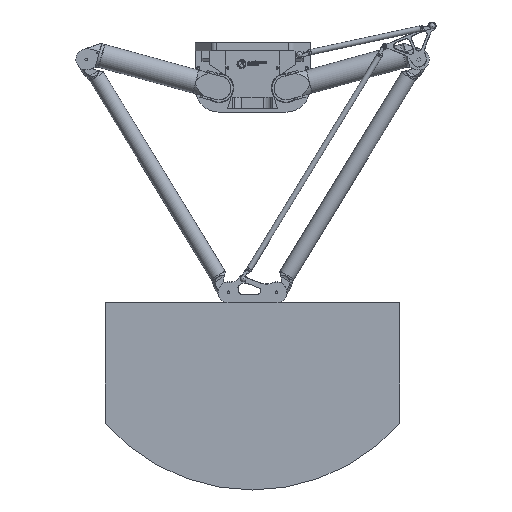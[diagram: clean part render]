
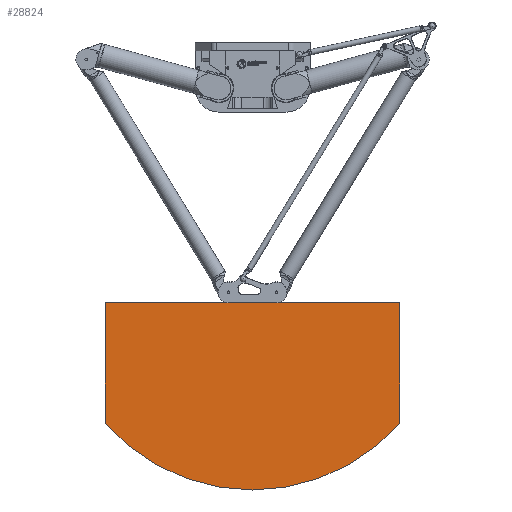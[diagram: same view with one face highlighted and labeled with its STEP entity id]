
A CAD part, front view. The second image highlights one B-rep face of the part: STEP entity #28824.
In plain terms, the highlighted face is planar.
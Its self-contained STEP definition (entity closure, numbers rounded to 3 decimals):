
#3467=CIRCLE('',#32186,730.);
#5762=FACE_OUTER_BOUND('',#7767,.T.);
#7767=EDGE_LOOP('',(#26041,#26042,#26043,#26044));
#9956=LINE('',#63587,#12054);
#9957=LINE('',#63588,#12055);
#9958=LINE('',#63589,#12056);
#12054=VECTOR('',#40169,10.);
#12055=VECTOR('',#40170,10.);
#12056=VECTOR('',#40171,10.);
#14514=VERTEX_POINT('',#63579);
#14515=VERTEX_POINT('',#63581);
#14516=VERTEX_POINT('',#63585);
#14517=VERTEX_POINT('',#63586);
#18378=EDGE_CURVE('',#14514,#14515,#3467,.T.);
#18380=EDGE_CURVE('',#14516,#14517,#9956,.T.);
#18381=EDGE_CURVE('',#14515,#14516,#9957,.T.);
#18382=EDGE_CURVE('',#14517,#14514,#9958,.T.);
#26041=ORIENTED_EDGE('',*,*,#18380,.F.);
#26042=ORIENTED_EDGE('',*,*,#18381,.F.);
#26043=ORIENTED_EDGE('',*,*,#18378,.F.);
#26044=ORIENTED_EDGE('',*,*,#18382,.F.);
#27195=PLANE('',#32187);
#28824=ADVANCED_FACE('',(#5762),#27195,.F.);
#32186=AXIS2_PLACEMENT_3D('',#63582,#40164,#40165);
#32187=AXIS2_PLACEMENT_3D('',#63584,#40167,#40168);
#40164=DIRECTION('center_axis',(0.,0.,1.));
#40165=DIRECTION('ref_axis',(0.753,0.658,0.));
#40167=DIRECTION('center_axis',(0.,0.,1.));
#40168=DIRECTION('ref_axis',(1.,0.,0.));
#40169=DIRECTION('',(1.,0.,0.));
#40170=DIRECTION('',(0.,-1.,0.));
#40171=DIRECTION('',(0.,1.,0.));
#63579=CARTESIAN_POINT('',(550.,225.,-0.5));
#63581=CARTESIAN_POINT('',(-550.,225.,-0.5));
#63582=CARTESIAN_POINT('Origin',(0.,-255.,-0.5));
#63584=CARTESIAN_POINT('Origin',(0.,0.,
-0.5));
#63585=CARTESIAN_POINT('',(-550.,-225.,-0.5));
#63586=CARTESIAN_POINT('',(550.,-225.,-0.5));
#63587=CARTESIAN_POINT('',(550.,-225.,-0.5));
#63588=CARTESIAN_POINT('',(-550.,-225.,-0.5));
#63589=CARTESIAN_POINT('',(550.,225.,-0.5));
